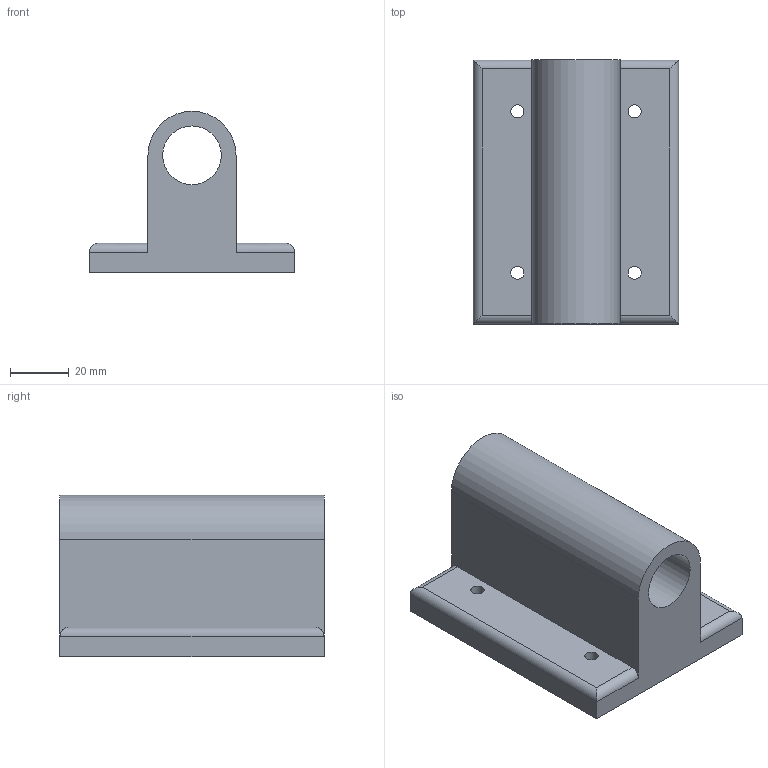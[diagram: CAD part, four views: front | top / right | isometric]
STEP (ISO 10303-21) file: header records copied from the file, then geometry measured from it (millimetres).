
FILE_DESCRIPTION(('FreeCAD Model'),'2;1');
FILE_NAME('Open CASCADE Shape Model','2025-03-08T21:38:58',(''),(''), 'Open CASCADE STEP processor 7.7','FreeCAD','Unknown');
FILE_SCHEMA(('AUTOMOTIVE_DESIGN { 1 0 10303 214 1 1 1 1 }'));
Length unit declared in the file: millimetre
Products named in the file (1): Body
Bounding box: 70 x 90 x 55 mm (x, y, z)
Volume: 145153.6 mm3; surface area: 30726.2 mm2
Topology: 1 solids, 1 shells, 29 faces, 69 edges, 46 vertices
Faces by surface type: cylinder 16, plane 13
Full cylindrical faces by diameter (mm): 4.5 x4, 10 x4, 20 x1
Entity records: 893 total; most frequent: DIRECTION 157, CARTESIAN_POINT 145, ORIENTED_EDGE 138, EDGE_CURVE 69, AXIS2_PLACEMENT_3D 58, VERTEX_POINT 46, FACE_BOUND 43, EDGE_LOOP 43
